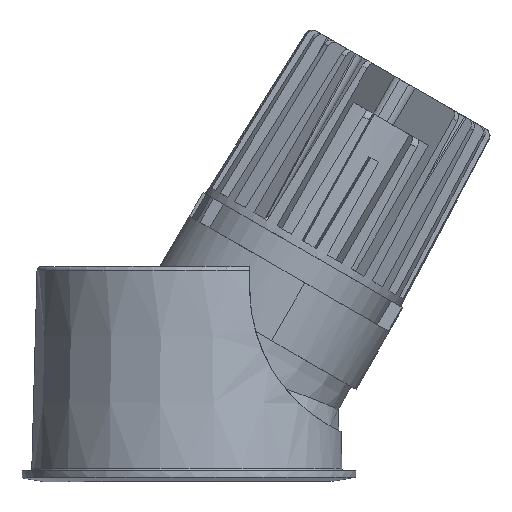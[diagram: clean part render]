
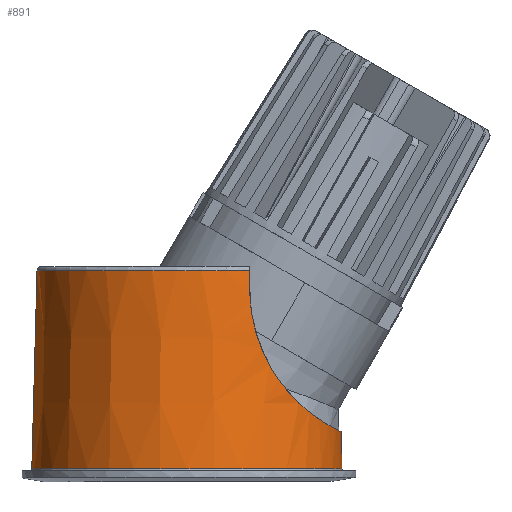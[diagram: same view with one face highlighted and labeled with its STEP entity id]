
A CAD part, top view. The second image highlights one B-rep face of the part: STEP entity #891.
In plain terms, the highlighted conical face has half-angle 1.5 degrees and reference radius 38.84 mm.
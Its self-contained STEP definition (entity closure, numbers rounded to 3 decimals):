
#262=DIRECTION('',(-0.026,0.,-1.));
#263=VECTOR('',#262,50.459);
#264=CARTESIAN_POINT('',(39.5,0.,-0.487));
#265=LINE('',#264,#263);
#277=DIRECTION('',(0.026,0.,-1.));
#278=VECTOR('',#277,9.491);
#279=CARTESIAN_POINT('',(-39.5,0.,-0.487));
#280=LINE('',#279,#278);
#284=CARTESIAN_POINT('',(-39.252,0.,
-9.975));
#285=CARTESIAN_POINT('',(-39.252,-0.95,
-9.975));
#286=CARTESIAN_POINT('',(-39.182,-2.841,
-10.007));
#287=CARTESIAN_POINT('',(-38.871,-5.66,
-10.152));
#288=CARTESIAN_POINT('',(-38.356,-8.445,
-10.4));
#289=CARTESIAN_POINT('',(-37.643,-11.169,
-10.757));
#290=CARTESIAN_POINT('',(-36.723,-13.869,
-11.245));
#291=CARTESIAN_POINT('',(-35.548,-16.62,
-11.913));
#292=CARTESIAN_POINT('',(-34.064,-19.446,
-12.831));
#293=CARTESIAN_POINT('',(-32.184,-22.375,
-14.129));
#294=CARTESIAN_POINT('',(-29.968,-25.193,
-15.88));
#295=CARTESIAN_POINT('',(-27.617,-27.658,
-18.049));
#296=CARTESIAN_POINT('',(-25.307,-29.688,
-20.57));
#297=CARTESIAN_POINT('',(-23.105,-31.33,
-23.44));
#298=CARTESIAN_POINT('',(-21.069,-32.623,
-26.685));
#299=CARTESIAN_POINT('',(-19.358,-33.554,
-30.107));
#300=CARTESIAN_POINT('',(-17.942,-34.219,
-33.76));
#301=CARTESIAN_POINT('',(-16.804,-34.666,
-37.923));
#302=CARTESIAN_POINT('',(-16.133,-34.855,
-42.225));
#303=CARTESIAN_POINT('',(-16.,-34.837,-44.959));
#304=CARTESIAN_POINT('',(-16.,-34.798,-46.3));
#309=CARTESIAN_POINT('',(0.,0.,-0.487));
#310=DIRECTION('',(0.,0.,-1.));
#311=DIRECTION('',(1.,0.,0.));
#312=AXIS2_PLACEMENT_3D('',#309,#310,#311);
#317=CARTESIAN_POINT('',(-16.,-34.798,-46.3));
#318=CARTESIAN_POINT('',(-16.,-34.784,-46.815));
#319=CARTESIAN_POINT('',(-16.,-34.754,-47.845));
#320=CARTESIAN_POINT('',(-16.,-34.709,-49.388));
#321=CARTESIAN_POINT('',(-16.,-34.68,-50.415));
#322=CARTESIAN_POINT('',(-16.,-34.665,-50.929));
#536=CARTESIAN_POINT('',(0.,0.,-50.929));
#537=DIRECTION('',(0.,0.,-1.));
#538=DIRECTION('',(1.,0.,0.));
#539=AXIS2_PLACEMENT_3D('',#536,#537,#538);
#775=CARTESIAN_POINT('',(39.5,0.,-0.487));
#777=VERTEX_POINT('',#775);
#779=CARTESIAN_POINT('',(-39.5,0.,
-0.487));
#781=VERTEX_POINT('',#779);
#798=CARTESIAN_POINT('',(38.179,0.,-50.929));
#799=VERTEX_POINT('',#798);
#806=VERTEX_POINT('',#284);
#807=VERTEX_POINT('',#304);
#812=VERTEX_POINT('',#322);
#875=CARTESIAN_POINT('',(0.,0.,-25.708));
#876=DIRECTION('',(0.,0.,1.));
#877=DIRECTION('',(-1.,0.,0.));
#878=AXIS2_PLACEMENT_3D('',#875,#876,#877);
#879=CONICAL_SURFACE('',#878,38.84,1.5);
#880=ORIENTED_EDGE('',*,*,#861,.F.);
#881=ORIENTED_EDGE('',*,*,#851,.F.);
#883=ORIENTED_EDGE('',*,*,#882,.F.);
#884=ORIENTED_EDGE('',*,*,#847,.T.);
#886=ORIENTED_EDGE('',*,*,#885,.T.);
#888=ORIENTED_EDGE('',*,*,#887,.F.);
#889=EDGE_LOOP('',(#880,#881,#883,#884,#886,#888));
#890=FACE_OUTER_BOUND('',#889,.F.);
#891=ADVANCED_FACE('',(#890),#879,.T.);
#305=B_SPLINE_CURVE_WITH_KNOTS('',3,(#284,#285,#286,#287,#288,#289,#290,#291,
#292,#293,#294,#295,#296,#297,#298,#299,#300,#301,#302,#303,#304),.UNSPECIFIED.,
.F.,.F.,(4,1,1,1,1,1,1,1,1,1,1,1,1,1,1,1,1,1,4),(0.,0.056,
0.111,0.167,0.222,0.278,
0.333,0.389,0.444,0.5,0.556,
0.611,0.667,0.722,0.778,
0.833,0.889,0.944,1.),.UNSPECIFIED.);
#313=CIRCLE('',#312,39.5);
#323=B_SPLINE_CURVE_WITH_KNOTS('',3,(#317,#318,#319,#320,#321,#322),
.UNSPECIFIED.,.F.,.F.,(4,1,1,4),(0.,0.333,0.667,1.),
.UNSPECIFIED.);
#540=CIRCLE('',#539,38.179);
#847=EDGE_CURVE('',#777,#799,#265,.T.);
#851=EDGE_CURVE('',#781,#806,#280,.T.);
#861=EDGE_CURVE('',#806,#807,#305,.T.);
#882=EDGE_CURVE('',#777,#781,#313,.T.);
#885=EDGE_CURVE('',#799,#812,#540,.T.);
#887=EDGE_CURVE('',#807,#812,#323,.T.);
